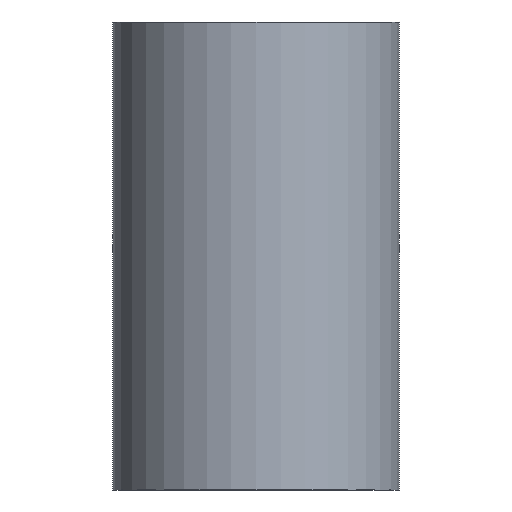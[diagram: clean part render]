
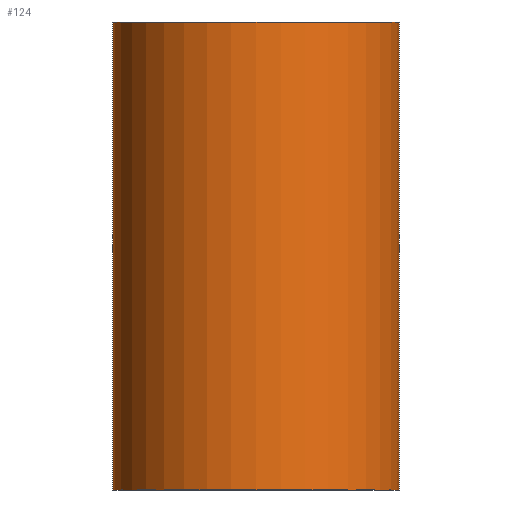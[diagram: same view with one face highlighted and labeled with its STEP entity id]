
A CAD part, front view. The second image highlights one B-rep face of the part: STEP entity #124.
In plain terms, the highlighted cylindrical face has radius 435 mm (diameter 870 mm), a full revolution.
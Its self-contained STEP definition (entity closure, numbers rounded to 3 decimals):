
#68 = AXIS2_PLACEMENT_3D ( 'NONE', #140, #537, #1279 ) ;
#124 = ADVANCED_FACE ( 'NONE', ( #838, #259 ), #702, .T. ) ;
#140 = CARTESIAN_POINT ( 'NONE',  ( 0., 0., 1420. ) ) ;
#155 = CARTESIAN_POINT ( 'NONE',  ( 0., 0., 0. ) ) ;
#162 = CARTESIAN_POINT ( 'NONE',  ( 435., 0., 1420. ) ) ;
#208 = CARTESIAN_POINT ( 'NONE',  ( 0., 0., 0. ) ) ;
#255 = DIRECTION ( 'NONE',  ( 1., 0., 0. ) ) ;
#259 = FACE_OUTER_BOUND ( 'NONE', #1203, .T. ) ;
#425 = EDGE_CURVE ( 'NONE', #1149, #1149, #493, .T. ) ;
#493 = CIRCLE ( 'NONE', #692, 435. ) ;
#537 = DIRECTION ( 'NONE',  ( 0., 0., 1. ) ) ;
#559 = EDGE_CURVE ( 'NONE', #675, #675, #893, .T. ) ;
#675 = VERTEX_POINT ( 'NONE', #162 ) ;
#692 = AXIS2_PLACEMENT_3D ( 'NONE', #155, #852, #255 ) ;
#702 = CYLINDRICAL_SURFACE ( 'NONE', #733, 435. ) ;
#733 = AXIS2_PLACEMENT_3D ( 'NONE', #208, #1223, #1228 ) ;
#823 = ORIENTED_EDGE ( 'NONE', *, *, #425, .T. ) ;
#838 = FACE_OUTER_BOUND ( 'NONE', #1254, .T. ) ;
#852 = DIRECTION ( 'NONE',  ( 0., 0., 1. ) ) ;
#893 = CIRCLE ( 'NONE', #68, 435. ) ;
#989 = CARTESIAN_POINT ( 'NONE',  ( 435., 0., 0. ) ) ;
#1038 = ORIENTED_EDGE ( 'NONE', *, *, #559, .F. ) ;
#1149 = VERTEX_POINT ( 'NONE', #989 ) ;
#1203 = EDGE_LOOP ( 'NONE', ( #1038 ) ) ;
#1223 = DIRECTION ( 'NONE',  ( 0., 0., 1. ) ) ;
#1228 = DIRECTION ( 'NONE',  ( 1., 0., 0. ) ) ;
#1254 = EDGE_LOOP ( 'NONE', ( #823 ) ) ;
#1279 = DIRECTION ( 'NONE',  ( 1., 0., 0. ) ) ;
